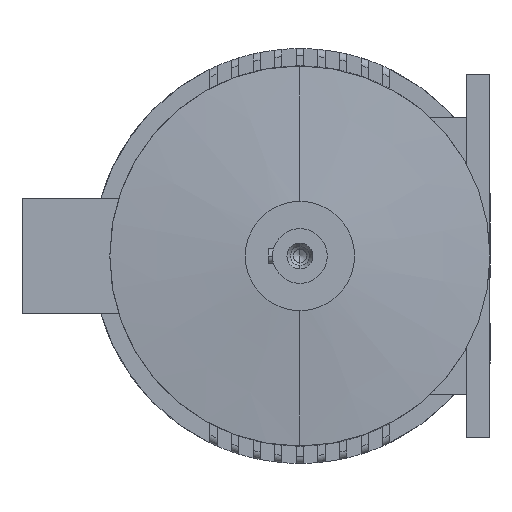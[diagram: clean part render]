
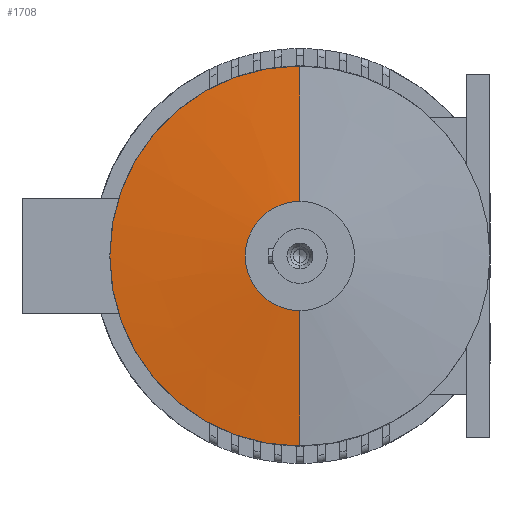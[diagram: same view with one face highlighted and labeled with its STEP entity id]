
A CAD part, left-side view. The second image highlights one B-rep face of the part: STEP entity #1708.
In plain terms, the highlighted conical face has half-angle 84.694 degrees and reference radius 132 mm.
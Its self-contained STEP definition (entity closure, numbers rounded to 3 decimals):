
#1577 = AXIS2_PLACEMENT_3D ( 'NONE', #5277, #5279, #5289 ) ;
#1708 = ADVANCED_FACE ( 'NONE', ( #7513 ), #7521, .T. ) ;
#1903 = EDGE_CURVE ( 'NONE', #3700, #3958, #3136, .T. ) ;
#1905 = EDGE_CURVE ( 'NONE', #3700, #3710, #3142, .T. ) ;
#1907 = EDGE_CURVE ( 'NONE', #3958, #4074, #3143, .T. ) ;
#1908 = EDGE_CURVE ( 'NONE', #3710, #4074, #3140, .T. ) ;
#3133 = VECTOR ( 'NONE', #4974, 1000. ) ;
#3136 = LINE ( 'NONE', #5016, #3133 ) ;
#3140 = LINE ( 'NONE', #4960, #3141 ) ;
#3141 = VECTOR ( 'NONE', #4959, 1000. ) ;
#3142 = CIRCLE ( 'NONE', #4255, 38. ) ;
#3143 = CIRCLE ( 'NONE', #4252, 132. ) ;
#3676 = CARTESIAN_POINT ( 'NONE',  ( 115.4, 0., -132. ) ) ;
#3700 = VERTEX_POINT ( 'NONE', #6004 ) ;
#3710 = VERTEX_POINT ( 'NONE', #5999 ) ;
#3958 = VERTEX_POINT ( 'NONE', #5865 ) ;
#4074 = VERTEX_POINT ( 'NONE', #3676 ) ;
#4252 = AXIS2_PLACEMENT_3D ( 'NONE', #4965, #4964, #4963 ) ;
#4255 = AXIS2_PLACEMENT_3D ( 'NONE', #4971, #4970, #4968 ) ;
#4959 = DIRECTION ( 'NONE',  ( 0.092, 0., -0.996 ) ) ;
#4960 = CARTESIAN_POINT ( 'NONE',  ( 115.4, 0., -132. ) ) ;
#4963 = DIRECTION ( 'NONE',  ( 0., 0., 1. ) ) ;
#4964 = DIRECTION ( 'NONE',  ( -1., 0., 0. ) ) ;
#4965 = CARTESIAN_POINT ( 'NONE',  ( 115.4, 0., 0. ) ) ;
#4968 = DIRECTION ( 'NONE',  ( 0., 0., 1. ) ) ;
#4970 = DIRECTION ( 'NONE',  ( -1., 0., 0. ) ) ;
#4971 = CARTESIAN_POINT ( 'NONE',  ( 106.67, 0., 0. ) ) ;
#4974 = DIRECTION ( 'NONE',  ( 0.092, 0., 0.996 ) ) ;
#5016 = CARTESIAN_POINT ( 'NONE',  ( 115.4, 0., 132. ) ) ;
#5277 = CARTESIAN_POINT ( 'NONE',  ( 115.4, 0., 0. ) ) ;
#5279 = DIRECTION ( 'NONE',  ( 1., 0., 0. ) ) ;
#5289 = DIRECTION ( 'NONE',  ( 0., 0., -1. ) ) ;
#5865 = CARTESIAN_POINT ( 'NONE',  ( 115.4, 0., 132. ) ) ;
#5999 = CARTESIAN_POINT ( 'NONE',  ( 106.67, 0., -38. ) ) ;
#6004 = CARTESIAN_POINT ( 'NONE',  ( 106.67, 0., 38. ) ) ;
#7072 = ORIENTED_EDGE ( 'NONE', *, *, #1905, .F. ) ;
#7073 = ORIENTED_EDGE ( 'NONE', *, *, #1907, .T. ) ;
#7074 = ORIENTED_EDGE ( 'NONE', *, *, #1903, .T. ) ;
#7075 = ORIENTED_EDGE ( 'NONE', *, *, #1908, .F. ) ;
#7411 = EDGE_LOOP ( 'NONE', ( #7072, #7074, #7073, #7075 ) ) ;
#7513 = FACE_OUTER_BOUND ( 'NONE', #7411, .T. ) ;
#7521 = CONICAL_SURFACE ( 'NONE', #1577, 132., 1.478 ) ;
